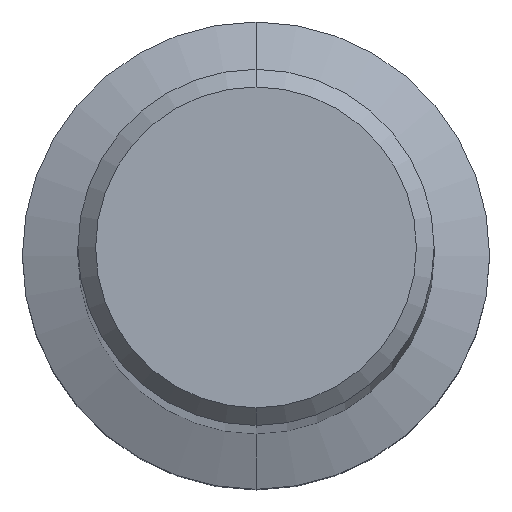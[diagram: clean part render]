
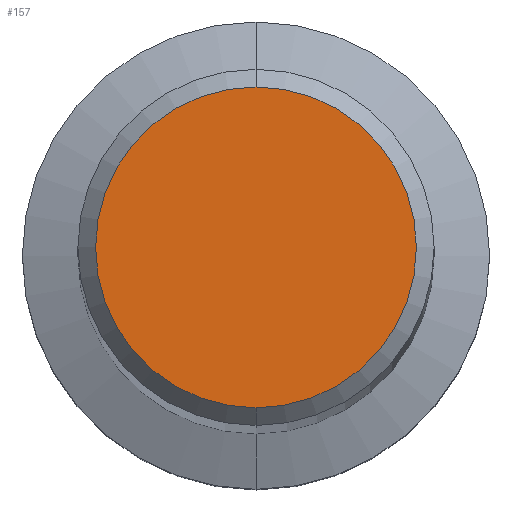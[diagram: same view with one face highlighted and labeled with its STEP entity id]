
A CAD part, top view. The second image highlights one B-rep face of the part: STEP entity #157.
In plain terms, the highlighted planar face has unit normal (0, 0, 1).
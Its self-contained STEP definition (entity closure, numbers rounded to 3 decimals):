
#157=ADVANCED_FACE('',(#357),#358,.T.);
#165=VERTEX_POINT('',#368);
#201=VERTEX_POINT('',#409);
#237=EDGE_CURVE('',#201,#165,#449,.T.);
#267=EDGE_CURVE('',#165,#201,#487,.T.);
#357=FACE_OUTER_BOUND('',#587,.T.);
#358=PLANE('',#588);
#368=CARTESIAN_POINT('',(0.,-5.45,0.0));
#409=CARTESIAN_POINT('',(0.0,5.45,0.0));
#449=CIRCLE('',#700,5.45);
#487=CIRCLE('',#747,5.45);
#587=EDGE_LOOP('',(#828,#829));
#588=AXIS2_PLACEMENT_3D('',#830,#831,#832);
#700=AXIS2_PLACEMENT_3D('',#940,#941,#942);
#747=AXIS2_PLACEMENT_3D('',#1018,#1019,#1020);
#828=ORIENTED_EDGE('',*,*,#237,.F.);
#829=ORIENTED_EDGE('',*,*,#267,.F.);
#830=CARTESIAN_POINT('',(0.0,2.725,0.0));
#831=DIRECTION('',(-0.0,0.0,1.0));
#832=DIRECTION('',(0.0,-1.0,0.0));
#940=CARTESIAN_POINT('',(0.0,0.0,0.0));
#941=DIRECTION('',(0.0,0.0,-1.0));
#942=DIRECTION('',(0.0,1.0,0.0));
#1018=CARTESIAN_POINT('',(0.0,0.0,0.0));
#1019=DIRECTION('',(0.0,0.0,-1.0));
#1020=DIRECTION('',(0.0,1.0,0.0));
